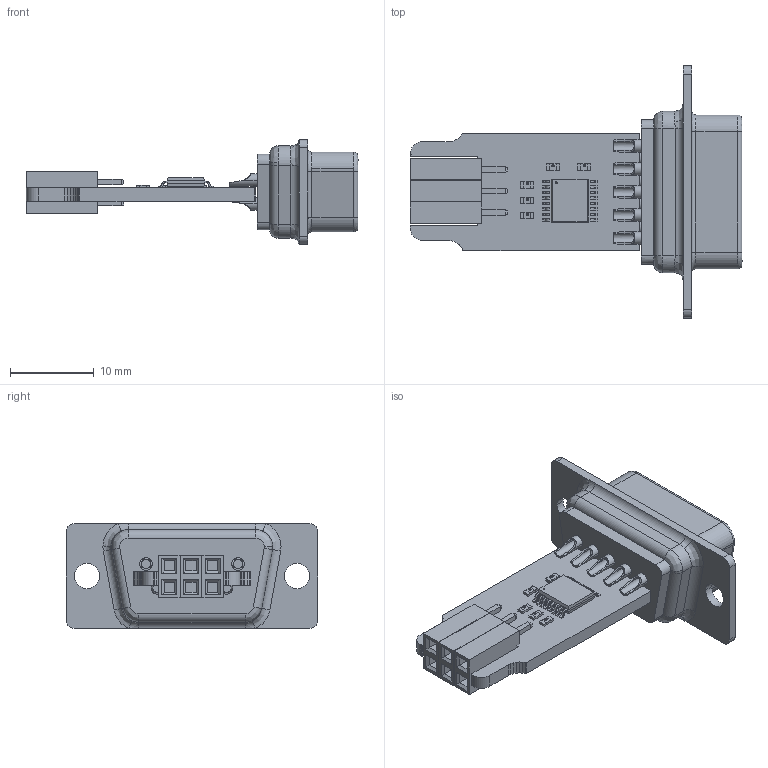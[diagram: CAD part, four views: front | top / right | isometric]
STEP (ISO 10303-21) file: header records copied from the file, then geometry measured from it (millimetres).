
FILE_DESCRIPTION(('Open CASCADE Model'),'2;1');
FILE_NAME('Open CASCADE Shape Model','2024-08-24T22:52:05',('Author'),( 'Open CASCADE'),'Open CASCADE STEP processor 7.5','Open CASCADE 7.5' ,'Unknown');
FILE_SCHEMA(('AUTOMOTIVE_DESIGN { 1 0 10303 214 1 1 1 1 }'));
Length unit declared in the file: millimetre
Products named in the file (15): PCB; Board; Open CASCADE STEP translator 7.5 2.1.1; X2; PBD-2_RGB8421504; X1; CONNECTOR DB_9_MALE; U1; 6842238736; C5; 0603 SMD Capacitor; C4; C3; C2; C1
Assembly tree (20 placements, depth 3):
  PCB
    Board
      Open CASCADE STEP translator 7.5 2.1.1
    X2
      PBD-2_RGB8421504  x3
    X1
      CONNECTOR DB_9_MALE
    U1
      6842238736
    C5
      0603 SMD Capacitor
    C4
      0603 SMD Capacitor
    C3
      0603 SMD Capacitor
    C2
      0603 SMD Capacitor
    C1
      0603 SMD Capacitor
Bounding box: 39.52 x 30 x 12.5 mm (x, y, z)
Volume: 2246.8 mm3; surface area: 3461.1 mm2
Topology: 28 solids, 28 shells, 1051 faces, 2530 edges, 1551 vertices
Faces by surface type: plane 494, cylinder 271, bspline 246, sphere 40
Full cylindrical faces by diameter (mm): 0.224 x1
Entity records: 24477 total; most frequent: CARTESIAN_POINT 6720, ORIENTED_EDGE 2940, DIRECTION 2768, EDGE_CURVE 1470, VERTEX_POINT 935, AXIS2_PLACEMENT_3D 925, LINE 918, VECTOR 918
